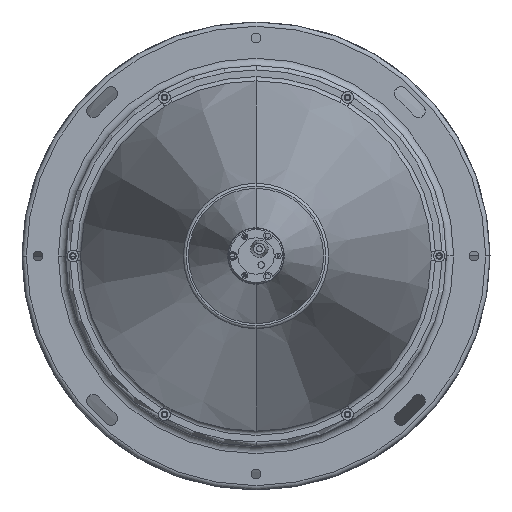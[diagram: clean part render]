
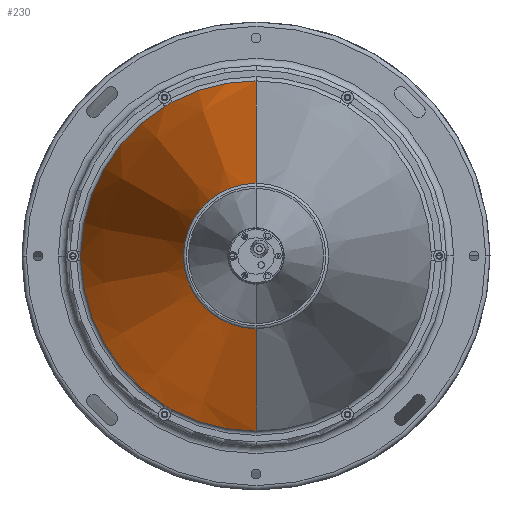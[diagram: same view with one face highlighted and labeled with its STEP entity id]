
A CAD part, left-side view. The second image highlights one B-rep face of the part: STEP entity #230.
In plain terms, the highlighted conical face has half-angle 12.513 degrees and reference radius 121 mm.
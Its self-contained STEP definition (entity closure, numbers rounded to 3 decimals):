
#7 = B_SPLINE_CURVE_WITH_KNOTS ( 'NONE', 3,
 ( #12311, #12323, #12315, #12304, #12301, #12303, #12305, #12306, #12307, #12308, #12309, #12310 ),
 .UNSPECIFIED., .F., .F.,
 ( 4, 2, 2, 2, 2, 4 ),
 ( 0., 0.001, 0.003, 0.004, 0.004, 0.006 ),
 .UNSPECIFIED. ) ;
#9 = B_SPLINE_CURVE_WITH_KNOTS ( 'NONE', 3,
 ( #12402, #12379, #12382, #12384, #12385, #12386, #12387, #12388, #12389, #12391, #12392, #12393 ),
 .UNSPECIFIED., .F., .F.,
 ( 4, 2, 2, 2, 2, 4 ),
 ( 0., 0.001, 0.003, 0.004, 0.004, 0.006 ),
 .UNSPECIFIED. ) ;
#230 = ADVANCED_FACE ( 'NONE', ( #4082 ), #522, .T. ) ;
#522 = CONICAL_SURFACE ( 'NONE', #4477, 121., 0.218 ) ;
#1005 = CIRCLE ( 'NONE', #11411, 120.478 ) ;
#1087 = CIRCLE ( 'NONE', #11268, 120.478 ) ;
#1119 = CIRCLE ( 'NONE', #11289, 50. ) ;
#1121 = CIRCLE ( 'NONE', #11291, 120.478 ) ;
#1124 = CIRCLE ( 'NONE', #11296, 120.478 ) ;
#1398 = B_SPLINE_CURVE_WITH_KNOTS ( 'NONE', 3,
 ( #12110, #12111, #12112, #12113, #12114, #12115, #12116, #12118, #12119, #12120, #12122, #12123 ),
 .UNSPECIFIED., .F., .F.,
 ( 4, 2, 2, 2, 2, 4 ),
 ( 0., 0.001, 0.003, 0.004, 0.004, 0.006 ),
 .UNSPECIFIED. ) ;
#1819 = EDGE_LOOP ( 'NONE', ( #1932, #1934, #1929, #1935, #2334, #1931, #2336, #1926, #1924, #1921 ) ) ;
#1921 = ORIENTED_EDGE ( 'NONE', *, *, #3296, .F. ) ;
#1924 = ORIENTED_EDGE ( 'NONE', *, *, #3347, .T. ) ;
#1926 = ORIENTED_EDGE ( 'NONE', *, *, #3297, .T. ) ;
#1929 = ORIENTED_EDGE ( 'NONE', *, *, #3343, .T. ) ;
#1931 = ORIENTED_EDGE ( 'NONE', *, *, #3346, .T. ) ;
#1932 = ORIENTED_EDGE ( 'NONE', *, *, #3342, .T. ) ;
#1934 = ORIENTED_EDGE ( 'NONE', *, *, #3341, .T. ) ;
#1935 = ORIENTED_EDGE ( 'NONE', *, *, #3335, .T. ) ;
#2334 = ORIENTED_EDGE ( 'NONE', *, *, #3293, .T. ) ;
#2336 = ORIENTED_EDGE ( 'NONE', *, *, #3146, .T. ) ;
#3146 = EDGE_CURVE ( 'NONE', #7393, #7501, #1005, .T. ) ;
#3293 = EDGE_CURVE ( 'NONE', #7488, #7490, #1087, .T. ) ;
#3296 = EDGE_CURVE ( 'NONE', #7493, #7499, #12130, .T. ) ;
#3297 = EDGE_CURVE ( 'NONE', #7501, #7503, #1398, .T. ) ;
#3335 = EDGE_CURVE ( 'NONE', #7506, #7488, #7, .T. ) ;
#3341 = EDGE_CURVE ( 'NONE', #7492, #7507, #12369, .T. ) ;
#3342 = EDGE_CURVE ( 'NONE', #7493, #7492, #1119, .T. ) ;
#3343 = EDGE_CURVE ( 'NONE', #7507, #7506, #1121, .T. ) ;
#3346 = EDGE_CURVE ( 'NONE', #7490, #7393, #9, .T. ) ;
#3347 = EDGE_CURVE ( 'NONE', #7503, #7499, #1124, .T. ) ;
#4082 = FACE_OUTER_BOUND ( 'NONE', #1819, .T. ) ;
#4477 = AXIS2_PLACEMENT_3D ( 'NONE', #6562, #6564, #6566 ) ;
#6562 = CARTESIAN_POINT ( 'NONE',  ( 525.233, 0., 0. ) ) ;
#6564 = DIRECTION ( 'NONE',  ( 1., 0., 0. ) ) ;
#6566 = DIRECTION ( 'NONE',  ( 0., 0., -1. ) ) ;
#7393 = VERTEX_POINT ( 'NONE', #8672 ) ;
#7488 = VERTEX_POINT ( 'NONE', #8874 ) ;
#7490 = VERTEX_POINT ( 'NONE', #8876 ) ;
#7492 = VERTEX_POINT ( 'NONE', #8829 ) ;
#7493 = VERTEX_POINT ( 'NONE', #8881 ) ;
#7499 = VERTEX_POINT ( 'NONE', #8885 ) ;
#7501 = VERTEX_POINT ( 'NONE', #8878 ) ;
#7503 = VERTEX_POINT ( 'NONE', #8889 ) ;
#7506 = VERTEX_POINT ( 'NONE', #8890 ) ;
#7507 = VERTEX_POINT ( 'NONE', #8892 ) ;
#8672 = CARTESIAN_POINT ( 'NONE',  ( 522.883, 120.443, -2.943 ) ) ;
#8829 = CARTESIAN_POINT ( 'NONE',  ( 205.304, 0., 50. ) ) ;
#8874 = CARTESIAN_POINT ( 'NONE',  ( 522.883, 62.77, 102.835 ) ) ;
#8876 = CARTESIAN_POINT ( 'NONE',  ( 522.883, 120.443, 2.943 ) ) ;
#8878 = CARTESIAN_POINT ( 'NONE',  ( 522.883, 62.77, -102.835 ) ) ;
#8881 = CARTESIAN_POINT ( 'NONE',  ( 205.304, 0., -50. ) ) ;
#8885 = CARTESIAN_POINT ( 'NONE',  ( 522.883, 0., -120.478 ) ) ;
#8889 = CARTESIAN_POINT ( 'NONE',  ( 522.883, 57.673, -105.778 ) ) ;
#8890 = CARTESIAN_POINT ( 'NONE',  ( 522.883, 57.673, 105.778 ) ) ;
#8892 = CARTESIAN_POINT ( 'NONE',  ( 522.883, 0., 120.478 ) ) ;
#11264 = VECTOR ( 'NONE', #12109, 1000. ) ;
#11268 = AXIS2_PLACEMENT_3D ( 'NONE', #12084, #12086, #12087 ) ;
#11288 = VECTOR ( 'NONE', #12371, 1000. ) ;
#11289 = AXIS2_PLACEMENT_3D ( 'NONE', #12368, #12372, #12373 ) ;
#11291 = AXIS2_PLACEMENT_3D ( 'NONE', #12374, #12376, #12377 ) ;
#11296 = AXIS2_PLACEMENT_3D ( 'NONE', #12395, #12396, #12397 ) ;
#11411 = AXIS2_PLACEMENT_3D ( 'NONE', #12666, #12667, #12668 ) ;
#12084 = CARTESIAN_POINT ( 'NONE',  ( 522.883, 0., 0. ) ) ;
#12086 = DIRECTION ( 'NONE',  ( -1., 0., 0. ) ) ;
#12087 = DIRECTION ( 'NONE',  ( 0., 0., -1. ) ) ;
#12107 = CARTESIAN_POINT ( 'NONE',  ( 525.233, 0., -121. ) ) ;
#12109 = DIRECTION ( 'NONE',  ( 0.976, 0., -0.217 ) ) ;
#12110 = CARTESIAN_POINT ( 'NONE',  ( 522.883, 62.77, -102.835 ) ) ;
#12111 = CARTESIAN_POINT ( 'NONE',  ( 522.883, 62.348, -103.092 ) ) ;
#12112 = CARTESIAN_POINT ( 'NONE',  ( 522.962, 61.943, -103.357 ) ) ;
#12113 = CARTESIAN_POINT ( 'NONE',  ( 523.161, 61.138, -103.886 ) ) ;
#12114 = CARTESIAN_POINT ( 'NONE',  ( 523.277, 60.737, -104.151 ) ) ;
#12115 = CARTESIAN_POINT ( 'NONE',  ( 523.284, 60.101, -104.52 ) ) ;
#12116 = CARTESIAN_POINT ( 'NONE',  ( 523.259, 59.881, -104.64 ) ) ;
#12118 = CARTESIAN_POINT ( 'NONE',  ( 523.176, 59.442, -104.869 ) ) ;
#12119 = CARTESIAN_POINT ( 'NONE',  ( 523.12, 59.222, -104.979 ) ) ;
#12120 = CARTESIAN_POINT ( 'NONE',  ( 522.966, 58.561, -105.311 ) ) ;
#12122 = CARTESIAN_POINT ( 'NONE',  ( 522.883, 58.119, -105.534 ) ) ;
#12123 = CARTESIAN_POINT ( 'NONE',  ( 522.883, 57.673, -105.778 ) ) ;
#12130 = LINE ( 'NONE', #12107, #11264 ) ;
#12301 = CARTESIAN_POINT ( 'NONE',  ( 523.277, 59.829, 104.676 ) ) ;
#12303 = CARTESIAN_POINT ( 'NONE',  ( 523.284, 60.467, 104.309 ) ) ;
#12304 = CARTESIAN_POINT ( 'NONE',  ( 523.161, 59.399, 104.89 ) ) ;
#12305 = CARTESIAN_POINT ( 'NONE',  ( 523.259, 60.68, 104.179 ) ) ;
#12306 = CARTESIAN_POINT ( 'NONE',  ( 523.176, 61.098, 103.912 ) ) ;
#12307 = CARTESIAN_POINT ( 'NONE',  ( 523.12, 61.304, 103.777 ) ) ;
#12308 = CARTESIAN_POINT ( 'NONE',  ( 522.966, 61.921, 103.371 ) ) ;
#12309 = CARTESIAN_POINT ( 'NONE',  ( 522.883, 62.336, 103.1 ) ) ;
#12310 = CARTESIAN_POINT ( 'NONE',  ( 522.883, 62.77, 102.835 ) ) ;
#12311 = CARTESIAN_POINT ( 'NONE',  ( 522.883, 57.673, 105.778 ) ) ;
#12315 = CARTESIAN_POINT ( 'NONE',  ( 522.962, 58.538, 105.322 ) ) ;
#12323 = CARTESIAN_POINT ( 'NONE',  ( 522.883, 58.106, 105.541 ) ) ;
#12368 = CARTESIAN_POINT ( 'NONE',  ( 205.304, 0., 0. ) ) ;
#12369 = LINE ( 'NONE', #12370, #11288 ) ;
#12370 = CARTESIAN_POINT ( 'NONE',  ( 525.233, 0., 121. ) ) ;
#12371 = DIRECTION ( 'NONE',  ( 0.976, 0., 0.217 ) ) ;
#12372 = DIRECTION ( 'NONE',  ( 1., 0., 0. ) ) ;
#12373 = DIRECTION ( 'NONE',  ( 0., 0., -1. ) ) ;
#12374 = CARTESIAN_POINT ( 'NONE',  ( 522.883, 0., 0. ) ) ;
#12376 = DIRECTION ( 'NONE',  ( -1., 0., 0. ) ) ;
#12377 = DIRECTION ( 'NONE',  ( 0., 0., -1. ) ) ;
#12379 = CARTESIAN_POINT ( 'NONE',  ( 522.883, 120.455, 2.449 ) ) ;
#12382 = CARTESIAN_POINT ( 'NONE',  ( 522.962, 120.481, 1.966 ) ) ;
#12384 = CARTESIAN_POINT ( 'NONE',  ( 523.161, 120.537, 1.004 ) ) ;
#12385 = CARTESIAN_POINT ( 'NONE',  ( 523.277, 120.566, 0.525 ) ) ;
#12386 = CARTESIAN_POINT ( 'NONE',  ( 523.284, 120.568, -0.212 ) ) ;
#12387 = CARTESIAN_POINT ( 'NONE',  ( 523.259, 120.561, -0.461 ) ) ;
#12388 = CARTESIAN_POINT ( 'NONE',  ( 523.176, 120.54, -0.956 ) ) ;
#12389 = CARTESIAN_POINT ( 'NONE',  ( 523.12, 120.526, -1.202 ) ) ;
#12391 = CARTESIAN_POINT ( 'NONE',  ( 522.966, 120.482, -1.94 ) ) ;
#12392 = CARTESIAN_POINT ( 'NONE',  ( 522.883, 120.455, -2.435 ) ) ;
#12393 = CARTESIAN_POINT ( 'NONE',  ( 522.883, 120.443, -2.943 ) ) ;
#12395 = CARTESIAN_POINT ( 'NONE',  ( 522.883, 0., 0. ) ) ;
#12396 = DIRECTION ( 'NONE',  ( -1., 0., 0. ) ) ;
#12397 = DIRECTION ( 'NONE',  ( 0., 0., -1. ) ) ;
#12402 = CARTESIAN_POINT ( 'NONE',  ( 522.883, 120.443, 2.943 ) ) ;
#12666 = CARTESIAN_POINT ( 'NONE',  ( 522.883, 0., 0. ) ) ;
#12667 = DIRECTION ( 'NONE',  ( -1., 0., 0. ) ) ;
#12668 = DIRECTION ( 'NONE',  ( 0., 0., -1. ) ) ;
